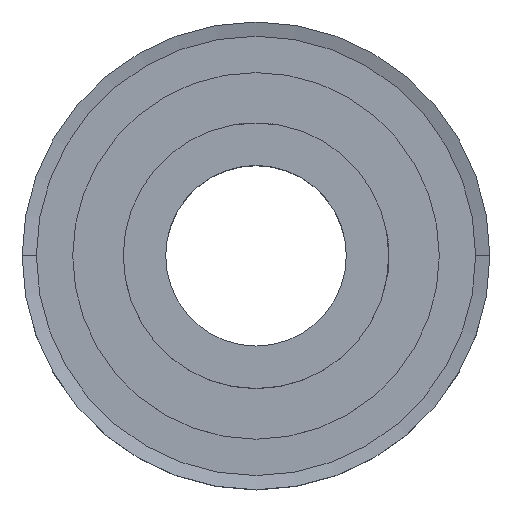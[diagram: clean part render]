
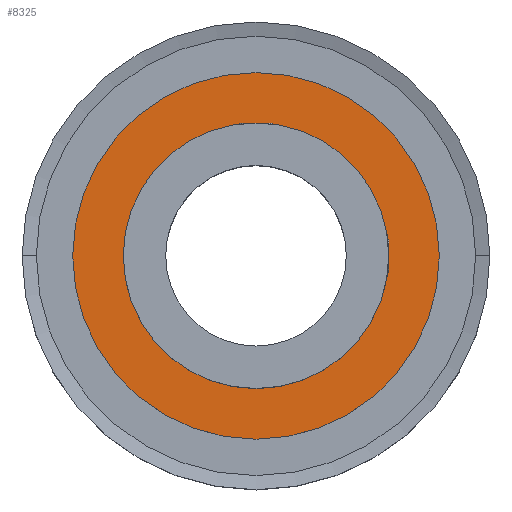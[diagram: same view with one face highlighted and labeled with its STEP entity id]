
A CAD part, top view. The second image highlights one B-rep face of the part: STEP entity #8325.
In plain terms, the highlighted planar face has unit normal (0, 0, 1).
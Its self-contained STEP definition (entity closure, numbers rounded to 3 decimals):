
#35 = FACE_OUTER_BOUND ( 'NONE', #7104, .T. ) ;
#357 = DIRECTION ( 'NONE',  ( 1., 0., 0. ) ) ;
#420 = DIRECTION ( 'NONE',  ( 1., 0., 0. ) ) ;
#544 = CARTESIAN_POINT ( 'NONE',  ( -21., 0., 22. ) ) ;
#826 = AXIS2_PLACEMENT_3D ( 'NONE', #4848, #4897, #357 ) ;
#1082 = ORIENTED_EDGE ( 'NONE', *, *, #7923, .T. ) ;
#1775 = AXIS2_PLACEMENT_3D ( 'NONE', #5372, #8521, #3639 ) ;
#1945 = VERTEX_POINT ( 'NONE', #6197 ) ;
#2460 = FACE_BOUND ( 'NONE', #7830, .T. ) ;
#2817 = CIRCLE ( 'NONE', #826, 21. ) ;
#3049 = VERTEX_POINT ( 'NONE', #7861 ) ;
#3192 = CARTESIAN_POINT ( 'NONE',  ( 0., 0., 22. ) ) ;
#3472 = AXIS2_PLACEMENT_3D ( 'NONE', #10028, #3632, #6810 ) ;
#3632 = DIRECTION ( 'NONE',  ( 0., 0., 1. ) ) ;
#3639 = DIRECTION ( 'NONE',  ( 1., 0., 0. ) ) ;
#3867 = ORIENTED_EDGE ( 'NONE', *, *, #5756, .T. ) ;
#4848 = CARTESIAN_POINT ( 'NONE',  ( 0., 0., 22. ) ) ;
#4897 = DIRECTION ( 'NONE',  ( 0., 0., 1. ) ) ;
#5372 = CARTESIAN_POINT ( 'NONE',  ( 0., 0., 22. ) ) ;
#5476 = CIRCLE ( 'NONE', #3472, 29. ) ;
#5506 = DIRECTION ( 'NONE',  ( 0., 0., 1. ) ) ;
#5756 = EDGE_CURVE ( 'NONE', #1945, #8147, #8572, .T. ) ;
#6197 = CARTESIAN_POINT ( 'NONE',  ( 29., 0., 22. ) ) ;
#6576 = AXIS2_PLACEMENT_3D ( 'NONE', #7543, #6765, #420 ) ;
#6765 = DIRECTION ( 'NONE',  ( 0., 0., 1. ) ) ;
#6782 = ORIENTED_EDGE ( 'NONE', *, *, #8732, .F. ) ;
#6800 = AXIS2_PLACEMENT_3D ( 'NONE', #3192, #5506, #8688 ) ;
#6810 = DIRECTION ( 'NONE',  ( 1., 0., 0. ) ) ;
#7104 = EDGE_LOOP ( 'NONE', ( #3867, #1082 ) ) ;
#7132 = ORIENTED_EDGE ( 'NONE', *, *, #7499, .F. ) ;
#7499 = EDGE_CURVE ( 'NONE', #3049, #8128, #8565, .T. ) ;
#7543 = CARTESIAN_POINT ( 'NONE',  ( 0., 0., 22. ) ) ;
#7830 = EDGE_LOOP ( 'NONE', ( #6782, #7132 ) ) ;
#7861 = CARTESIAN_POINT ( 'NONE',  ( 21., 0., 22. ) ) ;
#7923 = EDGE_CURVE ( 'NONE', #8147, #1945, #5476, .T. ) ;
#8128 = VERTEX_POINT ( 'NONE', #544 ) ;
#8147 = VERTEX_POINT ( 'NONE', #10069 ) ;
#8325 = ADVANCED_FACE ( 'NONE', ( #2460, #35 ), #9455, .T. ) ;
#8521 = DIRECTION ( 'NONE',  ( 0., 0., 1. ) ) ;
#8565 = CIRCLE ( 'NONE', #6576, 21. ) ;
#8572 = CIRCLE ( 'NONE', #1775, 29. ) ;
#8688 = DIRECTION ( 'NONE',  ( 1., 0., 0. ) ) ;
#8732 = EDGE_CURVE ( 'NONE', #8128, #3049, #2817, .T. ) ;
#9455 = PLANE ( 'NONE',  #6800 ) ;
#10028 = CARTESIAN_POINT ( 'NONE',  ( 0., 0., 22. ) ) ;
#10069 = CARTESIAN_POINT ( 'NONE',  ( -29., 0., 22. ) ) ;
